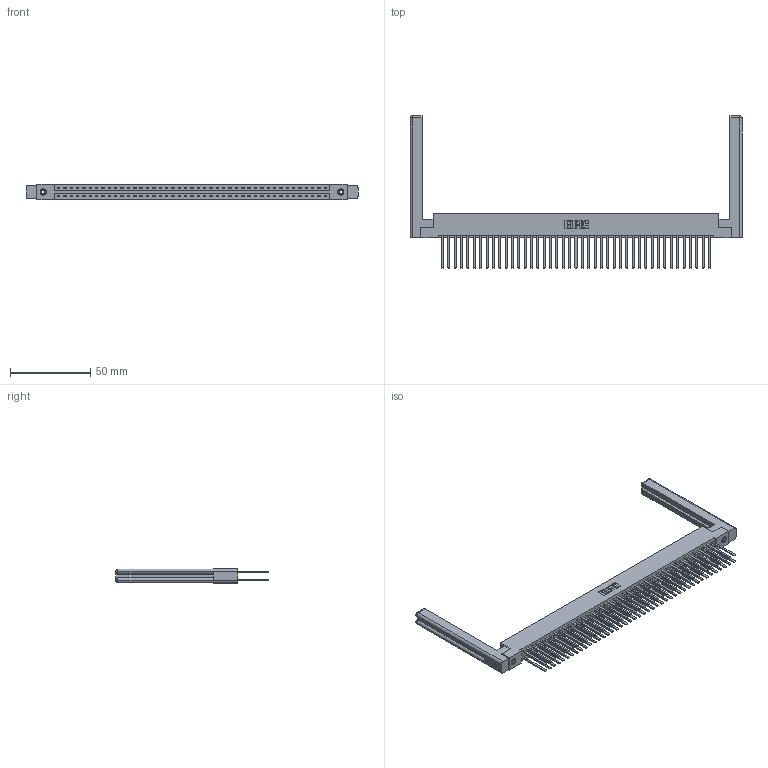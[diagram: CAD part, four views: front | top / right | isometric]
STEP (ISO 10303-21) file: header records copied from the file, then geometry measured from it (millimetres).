
FILE_DESCRIPTION (( 'STEP AP203' ), '1' );
FILE_NAME ('387-086-544-258.STEP', '2019-10-23T03:55:42', ( '' ), ( '' ), 'SwSTEP 2.0', 'SolidWorks 2016', '' );
FILE_SCHEMA (( 'CONFIG_CONTROL_DESIGN' ));
Length unit declared in the file: inch
Products named in the file (5): 345-250-001_345-250-001-102; 307-220-058; 337 Part_Flush Mounting Lugs - 0.156 Dia-TI; 345-292-001_345-293-144; 387-086-544-258
Assembly tree (91 placements, depth 2):
  387-086-544-258
    337 Part_Flush Mounting Lugs - 0.156 Dia-TI
    345-292-001_345-293-144  x86
    345-250-001_345-250-001-102  x2
    307-220-058  x2
Bounding box: 207.01 x 95.38 x 9.4 mm (x, y, z)
Volume: 30177.6 mm3; surface area: 35036.1 mm2
Topology: 91 solids, 91 shells, 4384 faces, 12963 edges, 8514 vertices
Faces by surface type: plane 3078, cylinder 1282, cone 12, torus 12
Entity records: 35660 total; most frequent: CARTESIAN_POINT 6013, ORIENTED_EDGE 5888, DIRECTION 5124, EDGE_CURVE 2944, LINE 2772, VECTOR 2772, VERTEX_POINT 1954, AXIS2_PLACEMENT_3D 1176
